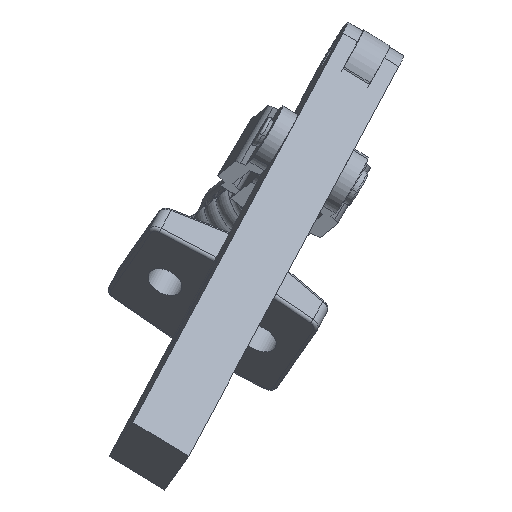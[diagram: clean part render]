
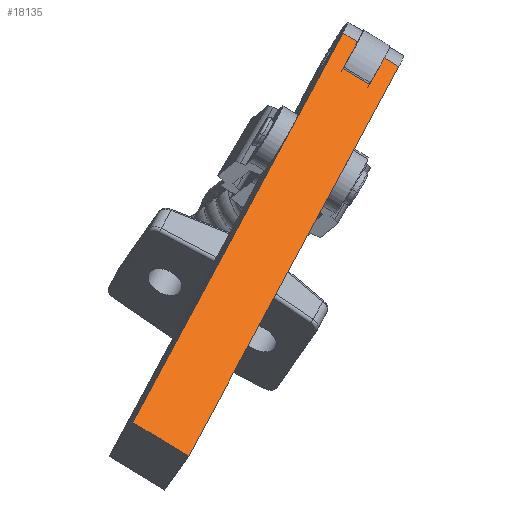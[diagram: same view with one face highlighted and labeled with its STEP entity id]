
A CAD part, isometric view. The second image highlights one B-rep face of the part: STEP entity #18135.
In plain terms, the highlighted face is planar.
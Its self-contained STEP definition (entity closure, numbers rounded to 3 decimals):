
#229 = VERTEX_POINT ( 'NONE', #21031 ) ;
#1558 = VERTEX_POINT ( 'NONE', #26727 ) ;
#1817 = DIRECTION ( 'NONE',  ( 0., 0., -1. ) ) ;
#2348 = PLANE ( 'NONE',  #34243 ) ;
#2479 = CARTESIAN_POINT ( 'NONE',  ( 67.509, 190.991, 19. ) ) ;
#3149 = DIRECTION ( 'NONE',  ( 1., 0., 0. ) ) ;
#3569 = CARTESIAN_POINT ( 'NONE',  ( 67.509, 190.991, 0. ) ) ;
#6573 = LINE ( 'NONE', #12762, #28948 ) ;
#7327 = ORIENTED_EDGE ( 'NONE', *, *, #20176, .F. ) ;
#7601 = VECTOR ( 'NONE', #9642, 1000. ) ;
#7999 = DIRECTION ( 'NONE',  ( 0., 0., -1. ) ) ;
#8121 = DIRECTION ( 'NONE',  ( -1., 0., 0. ) ) ;
#8585 = DIRECTION ( 'NONE',  ( 0., -1., 0. ) ) ;
#9065 = ORIENTED_EDGE ( 'NONE', *, *, #13064, .T. ) ;
#9584 = VERTEX_POINT ( 'NONE', #31366 ) ;
#9642 = DIRECTION ( 'NONE',  ( -1., 0., 0. ) ) ;
#10042 = EDGE_CURVE ( 'NONE', #32459, #37886, #25130, .T. ) ;
#10373 = ORIENTED_EDGE ( 'NONE', *, *, #17341, .F. ) ;
#12116 = CARTESIAN_POINT ( 'NONE',  ( 221.809, 190.991, 5. ) ) ;
#12762 = CARTESIAN_POINT ( 'NONE',  ( 221.809, 190.991, 0. ) ) ;
#13064 = EDGE_CURVE ( 'NONE', #1558, #229, #34946, .T. ) ;
#15643 = LINE ( 'NONE', #3569, #7601 ) ;
#15803 = DIRECTION ( 'NONE',  ( 0., 0., 1. ) ) ;
#16178 = ORIENTED_EDGE ( 'NONE', *, *, #34518, .F. ) ;
#16954 = VECTOR ( 'NONE', #33438, 1000. ) ;
#17255 = VERTEX_POINT ( 'NONE', #12116 ) ;
#17341 = EDGE_CURVE ( 'NONE', #17255, #26326, #6573, .T. ) ;
#18135 = ADVANCED_FACE ( 'NONE', ( #35112 ), #2348, .F. ) ;
#18492 = CARTESIAN_POINT ( 'NONE',  ( 67.509, 190.991, 19. ) ) ;
#18724 = VECTOR ( 'NONE', #1817, 1000. ) ;
#20074 = EDGE_LOOP ( 'NONE', ( #10373, #16178, #36110, #35291, #29784, #7327, #9065, #36259 ) ) ;
#20176 = EDGE_CURVE ( 'NONE', #1558, #32459, #28306, .T. ) ;
#21031 = CARTESIAN_POINT ( 'NONE',  ( 233.209, 190.991, 14. ) ) ;
#21052 = LINE ( 'NONE', #31300, #36283 ) ;
#21197 = CARTESIAN_POINT ( 'NONE',  ( 0., 190.991, 5. ) ) ;
#21529 = CARTESIAN_POINT ( 'NONE',  ( 233.209, 190.991, 5. ) ) ;
#23141 = EDGE_CURVE ( 'NONE', #26326, #229, #23827, .T. ) ;
#23189 = CARTESIAN_POINT ( 'NONE',  ( 67.509, 190.991, 19. ) ) ;
#23589 = CARTESIAN_POINT ( 'NONE',  ( 67.509, 190.991, 19. ) ) ;
#23827 = LINE ( 'NONE', #27493, #30981 ) ;
#25102 = LINE ( 'NONE', #21197, #16954 ) ;
#25130 = LINE ( 'NONE', #23189, #30357 ) ;
#26052 = CARTESIAN_POINT ( 'NONE',  ( 233.209, 190.991, 19. ) ) ;
#26326 = VERTEX_POINT ( 'NONE', #28220 ) ;
#26727 = CARTESIAN_POINT ( 'NONE',  ( 233.209, 190.991, 19. ) ) ;
#27493 = CARTESIAN_POINT ( 'NONE',  ( 0., 190.991, 14. ) ) ;
#28220 = CARTESIAN_POINT ( 'NONE',  ( 221.809, 190.991, 14. ) ) ;
#28306 = LINE ( 'NONE', #23589, #38313 ) ;
#28948 = VECTOR ( 'NONE', #15803, 1000. ) ;
#29784 = ORIENTED_EDGE ( 'NONE', *, *, #10042, .F. ) ;
#29898 = DIRECTION ( 'NONE',  ( 0., 0., -1. ) ) ;
#30357 = VECTOR ( 'NONE', #7999, 1000. ) ;
#30981 = VECTOR ( 'NONE', #3149, 1000. ) ;
#31300 = CARTESIAN_POINT ( 'NONE',  ( 233.209, 190.991, 19. ) ) ;
#31366 = CARTESIAN_POINT ( 'NONE',  ( 233.209, 190.991, 0. ) ) ;
#31576 = EDGE_CURVE ( 'NONE', #9584, #37886, #15643, .T. ) ;
#32459 = VERTEX_POINT ( 'NONE', #18492 ) ;
#33438 = DIRECTION ( 'NONE',  ( -1., 0., 0. ) ) ;
#34243 = AXIS2_PLACEMENT_3D ( 'NONE', #2479, #8585, #29898 ) ;
#34329 = DIRECTION ( 'NONE',  ( 0., 0., -1. ) ) ;
#34518 = EDGE_CURVE ( 'NONE', #34951, #17255, #25102, .T. ) ;
#34946 = LINE ( 'NONE', #26052, #18724 ) ;
#34951 = VERTEX_POINT ( 'NONE', #21529 ) ;
#35112 = FACE_OUTER_BOUND ( 'NONE', #20074, .T. ) ;
#35291 = ORIENTED_EDGE ( 'NONE', *, *, #31576, .T. ) ;
#36110 = ORIENTED_EDGE ( 'NONE', *, *, #38539, .T. ) ;
#36259 = ORIENTED_EDGE ( 'NONE', *, *, #23141, .F. ) ;
#36283 = VECTOR ( 'NONE', #34329, 1000. ) ;
#37886 = VERTEX_POINT ( 'NONE', #38799 ) ;
#38313 = VECTOR ( 'NONE', #8121, 1000. ) ;
#38539 = EDGE_CURVE ( 'NONE', #34951, #9584, #21052, .T. ) ;
#38799 = CARTESIAN_POINT ( 'NONE',  ( 67.509, 190.991, 0. ) ) ;
